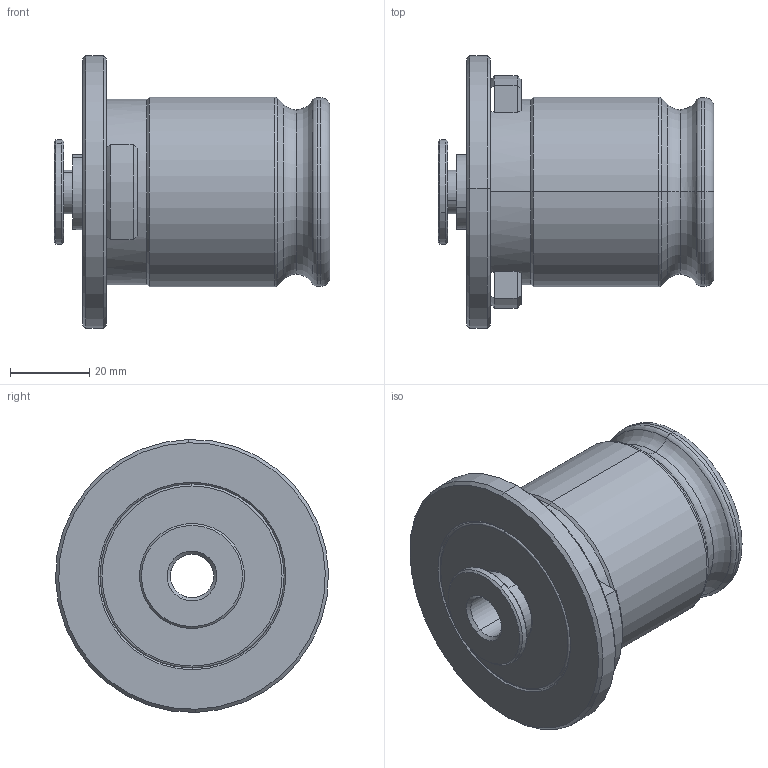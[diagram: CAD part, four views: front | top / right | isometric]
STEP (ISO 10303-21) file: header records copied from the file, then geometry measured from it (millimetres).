
FILE_DESCRIPTION (( 'STEP AP203' ), '1' );
FILE_NAME ('29-S.16.03.119.STEP', '2019-04-16T05:42:57', ( 'Acer' ), ( '' ), 'SwSTEP 2.0', 'SolidWorks 2018', '' );
FILE_SCHEMA (( 'CONFIG_CONTROL_DESIGN' ));
Length unit declared in the file: millimetre
Products named in the file (1): 29-S.16.03.119
Bounding box: 69.74 x 68.98 x 68.98 mm (x, y, z)
Surface area: 20933.1 mm2 (no closed solid volume)
Topology: 0 solids, 6 shells, 75 faces, 190 edges, 120 vertices
Faces by surface type: cone 22, cylinder 20, torus 18, plane 15
Entity records: 2522 total; most frequent: CARTESIAN_POINT 633, DIRECTION 426, ORIENTED_EDGE 328, EDGE_CURVE 190, AXIS2_PLACEMENT_3D 185, VERTEX_POINT 120, CIRCLE 109, EDGE_LOOP 83
